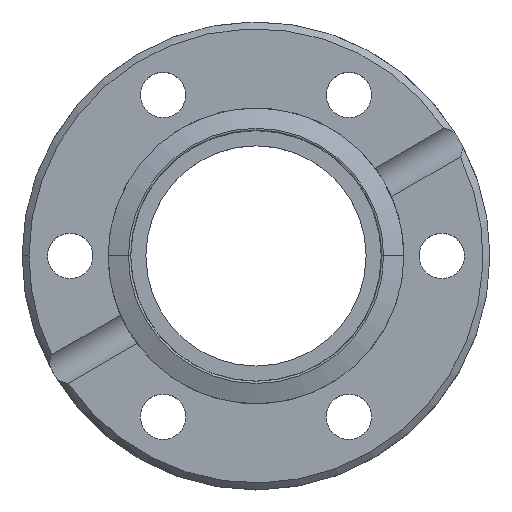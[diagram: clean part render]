
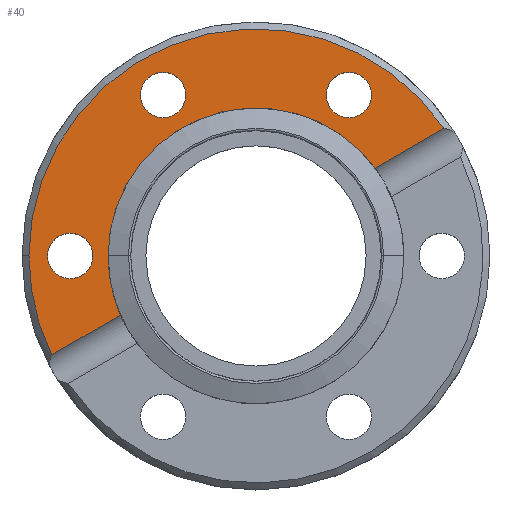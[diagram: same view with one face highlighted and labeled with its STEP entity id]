
A CAD part, top view. The second image highlights one B-rep face of the part: STEP entity #40.
In plain terms, the highlighted planar face has unit normal (0, 0, 1).
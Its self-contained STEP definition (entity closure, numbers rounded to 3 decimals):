
#5 = ORIENTED_EDGE ( 'NONE', *, *, #444, .T. ) ;
#16 = EDGE_CURVE ( 'NONE', #929, #1356, #502, .T. ) ;
#40 = ADVANCED_FACE ( 'NONE', ( #1119, #1396, #125, #1082 ), #1070, .F. ) ;
#52 = CARTESIAN_POINT ( 'NONE',  ( -20.711, -10.572, 0. ) ) ;
#76 = DIRECTION ( 'NONE',  ( 1., 0., 0. ) ) ;
#109 = CIRCLE ( 'NONE', #606, 1.65 ) ;
#125 = FACE_BOUND ( 'NONE', #252, .T. ) ;
#127 = ORIENTED_EDGE ( 'NONE', *, *, #1297, .F. ) ;
#143 = EDGE_LOOP ( 'NONE', ( #1582, #1580, #969, #621, #396, #5 ) ) ;
#204 = CARTESIAN_POINT ( 'NONE',  ( 6.75, 11.691, 0. ) ) ;
#223 = CIRCLE ( 'NONE', #984, 1.65 ) ;
#225 = VERTEX_POINT ( 'NONE', #263 ) ;
#252 = EDGE_LOOP ( 'NONE', ( #497, #808 ) ) ;
#261 = CIRCLE ( 'NONE', #1073, 16.5 ) ;
#263 = CARTESIAN_POINT ( 'NONE',  ( 13.652, 9.267, 0. ) ) ;
#274 = CARTESIAN_POINT ( 'NONE',  ( -13.5, 0., 0. ) ) ;
#308 = DIRECTION ( 'NONE',  ( 0., 0., 1. ) ) ;
#321 = CARTESIAN_POINT ( 'NONE',  ( -6.75, 11.691, 0. ) ) ;
#325 = ORIENTED_EDGE ( 'NONE', *, *, #1601, .F. ) ;
#326 = VERTEX_POINT ( 'NONE', #1161 ) ;
#330 = DIRECTION ( 'NONE',  ( 1., 0., 0. ) ) ;
#348 = CARTESIAN_POINT ( 'NONE',  ( -8.4, 11.691, 0. ) ) ;
#360 = VERTEX_POINT ( 'NONE', #562 ) ;
#372 = CARTESIAN_POINT ( 'NONE',  ( 8.652, 6.381, 0. ) ) ;
#378 = CIRCLE ( 'NONE', #478, 10.75 ) ;
#394 = VERTEX_POINT ( 'NONE', #927 ) ;
#396 = ORIENTED_EDGE ( 'NONE', *, *, #16, .F. ) ;
#403 = DIRECTION ( 'NONE',  ( 1., 0., 0. ) ) ;
#437 = EDGE_LOOP ( 'NONE', ( #1499, #1397 ) ) ;
#444 = EDGE_CURVE ( 'NONE', #929, #225, #568, .T. ) ;
#446 = DIRECTION ( 'NONE',  ( 1., 0., 0. ) ) ;
#449 = DIRECTION ( 'NONE',  ( 0., 0., 1. ) ) ;
#478 = AXIS2_PLACEMENT_3D ( 'NONE', #1404, #682, #1527 ) ;
#497 = ORIENTED_EDGE ( 'NONE', *, *, #582, .F. ) ;
#502 = CIRCLE ( 'NONE', #529, 10.75 ) ;
#505 = EDGE_LOOP ( 'NONE', ( #325, #127 ) ) ;
#524 = CARTESIAN_POINT ( 'NONE',  ( 0., 0., 0. ) ) ;
#529 = AXIS2_PLACEMENT_3D ( 'NONE', #1189, #449, #1309 ) ;
#538 = DIRECTION ( 'NONE',  ( 0., 0., 1. ) ) ;
#562 = CARTESIAN_POINT ( 'NONE',  ( -15.15, 0., 0. ) ) ;
#568 = LINE ( 'NONE', #683, #855 ) ;
#582 = EDGE_CURVE ( 'NONE', #394, #1108, #109, .T. ) ;
#606 = AXIS2_PLACEMENT_3D ( 'NONE', #204, #1074, #330 ) ;
#621 = ORIENTED_EDGE ( 'NONE', *, *, #1188, .F. ) ;
#636 = CIRCLE ( 'NONE', #726, 1.65 ) ;
#647 = DIRECTION ( 'NONE',  ( 1., 0., 0. ) ) ;
#656 = VERTEX_POINT ( 'NONE', #709 ) ;
#682 = DIRECTION ( 'NONE',  ( 0., 0., 1. ) ) ;
#683 = CARTESIAN_POINT ( 'NONE',  ( -20.711, -10.572, 0. ) ) ;
#705 = CARTESIAN_POINT ( 'NONE',  ( 8., 0., 0. ) ) ;
#708 = DIRECTION ( 'NONE',  ( -1., 0., 0. ) ) ;
#709 = CARTESIAN_POINT ( 'NONE',  ( -16.5, 0., 0. ) ) ;
#713 = DIRECTION ( 'NONE',  ( 0., 0., 1. ) ) ;
#726 = AXIS2_PLACEMENT_3D ( 'NONE', #1055, #308, #1177 ) ;
#758 = AXIS2_PLACEMENT_3D ( 'NONE', #274, #1143, #403 ) ;
#766 = AXIS2_PLACEMENT_3D ( 'NONE', #705, #1432, #708 ) ;
#785 = CIRCLE ( 'NONE', #1607, 1.65 ) ;
#808 = ORIENTED_EDGE ( 'NONE', *, *, #1344, .F. ) ;
#810 = EDGE_CURVE ( 'NONE', #225, #656, #261, .T. ) ;
#826 = CIRCLE ( 'NONE', #1277, 16.5 ) ;
#829 = DIRECTION ( 'NONE',  ( 0., 0., 1. ) ) ;
#848 = CIRCLE ( 'NONE', #1301, 1.65 ) ;
#850 = VERTEX_POINT ( 'NONE', #1574 ) ;
#853 = VERTEX_POINT ( 'NONE', #348 ) ;
#855 = VECTOR ( 'NONE', #1405, 1000. ) ;
#927 = CARTESIAN_POINT ( 'NONE',  ( 8.4, 11.691, 0. ) ) ;
#929 = VERTEX_POINT ( 'NONE', #372 ) ;
#933 = DIRECTION ( 'NONE',  ( 0.866, 0.5, 0. ) ) ;
#969 = ORIENTED_EDGE ( 'NONE', *, *, #1218, .T. ) ;
#970 = VECTOR ( 'NONE', #933, 1000. ) ;
#984 = AXIS2_PLACEMENT_3D ( 'NONE', #321, #1186, #446 ) ;
#1024 = CIRCLE ( 'NONE', #758, 1.65 ) ;
#1055 = CARTESIAN_POINT ( 'NONE',  ( -13.5, 0., 0. ) ) ;
#1070 = PLANE ( 'NONE',  #766 ) ;
#1072 = CARTESIAN_POINT ( 'NONE',  ( -9.852, -4.302, 0. ) ) ;
#1073 = AXIS2_PLACEMENT_3D ( 'NONE', #1445, #713, #1569 ) ;
#1074 = DIRECTION ( 'NONE',  ( 0., 0., 1. ) ) ;
#1082 = FACE_OUTER_BOUND ( 'NONE', #143, .T. ) ;
#1107 = EDGE_CURVE ( 'NONE', #850, #360, #1024, .T. ) ;
#1108 = VERTEX_POINT ( 'NONE', #1377 ) ;
#1119 = FACE_BOUND ( 'NONE', #437, .T. ) ;
#1143 = DIRECTION ( 'NONE',  ( 0., 0., 1. ) ) ;
#1161 = CARTESIAN_POINT ( 'NONE',  ( -14.852, -7.189, 0. ) ) ;
#1177 = DIRECTION ( 'NONE',  ( 1., 0., 0. ) ) ;
#1186 = DIRECTION ( 'NONE',  ( 0., 0., 1. ) ) ;
#1188 = EDGE_CURVE ( 'NONE', #1356, #1338, #378, .T. ) ;
#1189 = CARTESIAN_POINT ( 'NONE',  ( 0., 0., 0. ) ) ;
#1218 = EDGE_CURVE ( 'NONE', #326, #1338, #1611, .T. ) ;
#1261 = CARTESIAN_POINT ( 'NONE',  ( -6.75, 11.691, 0. ) ) ;
#1262 = EDGE_CURVE ( 'NONE', #360, #850, #636, .T. ) ;
#1277 = AXIS2_PLACEMENT_3D ( 'NONE', #524, #1367, #647 ) ;
#1297 = EDGE_CURVE ( 'NONE', #853, #1516, #223, .T. ) ;
#1301 = AXIS2_PLACEMENT_3D ( 'NONE', #1564, #829, #76 ) ;
#1309 = DIRECTION ( 'NONE',  ( 1., 0., 0. ) ) ;
#1311 = CARTESIAN_POINT ( 'NONE',  ( -10.75, 0., 0. ) ) ;
#1338 = VERTEX_POINT ( 'NONE', #1072 ) ;
#1344 = EDGE_CURVE ( 'NONE', #1108, #394, #848, .T. ) ;
#1356 = VERTEX_POINT ( 'NONE', #1311 ) ;
#1361 = CARTESIAN_POINT ( 'NONE',  ( -5.1, 11.691, 0. ) ) ;
#1367 = DIRECTION ( 'NONE',  ( 0., 0., 1. ) ) ;
#1377 = CARTESIAN_POINT ( 'NONE',  ( 5.1, 11.691, 0. ) ) ;
#1381 = DIRECTION ( 'NONE',  ( 1., 0., 0. ) ) ;
#1396 = FACE_BOUND ( 'NONE', #505, .T. ) ;
#1397 = ORIENTED_EDGE ( 'NONE', *, *, #1262, .F. ) ;
#1404 = CARTESIAN_POINT ( 'NONE',  ( 0., 0., 0. ) ) ;
#1405 = DIRECTION ( 'NONE',  ( 0.866, 0.5, 0. ) ) ;
#1432 = DIRECTION ( 'NONE',  ( 0., 0., -1. ) ) ;
#1445 = CARTESIAN_POINT ( 'NONE',  ( 0., 0., 0. ) ) ;
#1499 = ORIENTED_EDGE ( 'NONE', *, *, #1107, .F. ) ;
#1516 = VERTEX_POINT ( 'NONE', #1361 ) ;
#1527 = DIRECTION ( 'NONE',  ( 1., 0., 0. ) ) ;
#1538 = EDGE_CURVE ( 'NONE', #656, #326, #826, .T. ) ;
#1564 = CARTESIAN_POINT ( 'NONE',  ( 6.75, 11.691, 0. ) ) ;
#1569 = DIRECTION ( 'NONE',  ( 1., 0., 0. ) ) ;
#1574 = CARTESIAN_POINT ( 'NONE',  ( -11.85, 0., 0. ) ) ;
#1580 = ORIENTED_EDGE ( 'NONE', *, *, #1538, .T. ) ;
#1582 = ORIENTED_EDGE ( 'NONE', *, *, #810, .T. ) ;
#1601 = EDGE_CURVE ( 'NONE', #1516, #853, #785, .T. ) ;
#1607 = AXIS2_PLACEMENT_3D ( 'NONE', #1261, #538, #1381 ) ;
#1611 = LINE ( 'NONE', #52, #970 ) ;
